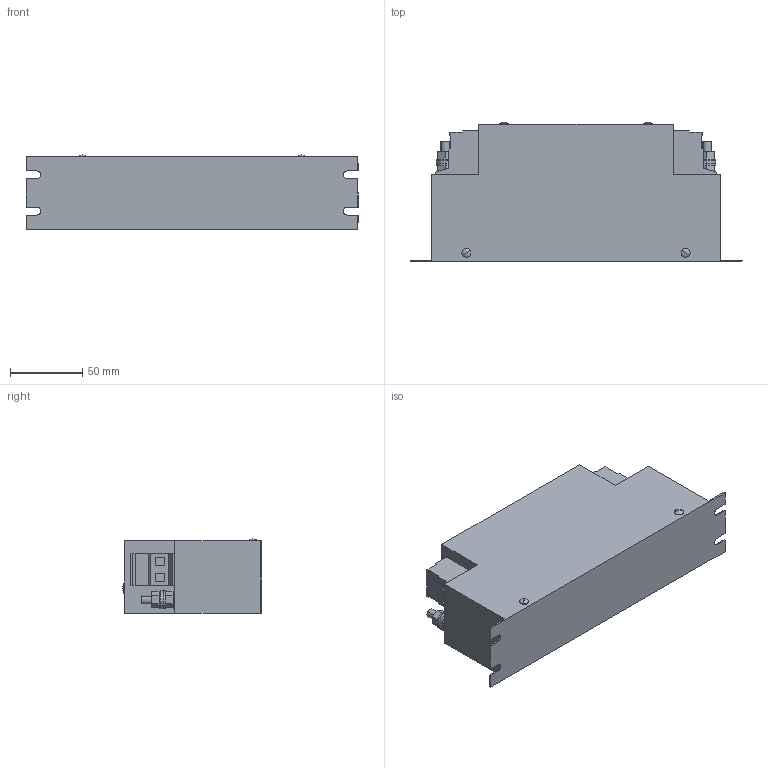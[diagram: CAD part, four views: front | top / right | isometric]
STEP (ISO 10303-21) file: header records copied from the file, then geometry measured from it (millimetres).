
FILE_DESCRIPTION (( 'STEP AP214' ), '1' );
FILE_NAME ('192687.STEP', '2024-07-05T11:50:55', ( '' ), ( '' ), 'SwSTEP 2.0', 'SolidWorks 2022', '' );
FILE_SCHEMA (( 'AUTOMOTIVE_DESIGN' ));
Length unit declared in the file: millimetre
Products named in the file (1): 192687
Bounding box: 230 x 96.37 x 51.37 mm (x, y, z)
Volume: 869705.4 mm3; surface area: 69978 mm2
Topology: 1 solids, 1 shells, 213 faces, 528 edges, 352 vertices
Faces by surface type: plane 157, cylinder 48, sphere 8
Entity records: 6324 total; most frequent: CARTESIAN_POINT 1094, DIRECTION 1064, ORIENTED_EDGE 1056, EDGE_CURVE 528, LINE 420, VECTOR 420, VERTEX_POINT 352, AXIS2_PLACEMENT_3D 322
